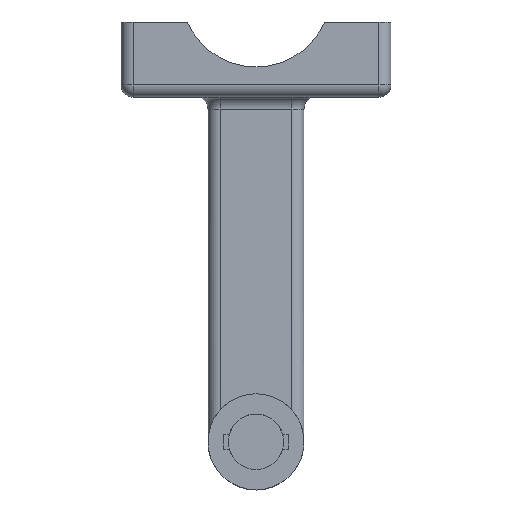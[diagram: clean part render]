
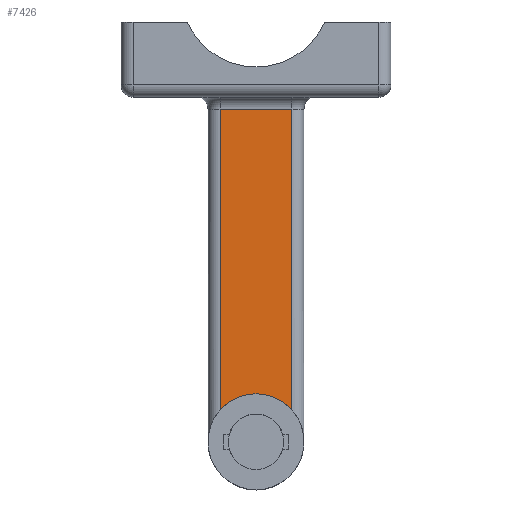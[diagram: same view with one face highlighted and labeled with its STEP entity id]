
A CAD part, top view. The second image highlights one B-rep face of the part: STEP entity #7426.
In plain terms, the highlighted planar face has unit normal (0, 0, 1).
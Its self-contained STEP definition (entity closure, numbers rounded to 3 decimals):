
#4215 = CYLINDRICAL_SURFACE('',#4216,4.);
#4216 = AXIS2_PLACEMENT_3D('',#4217,#4218,#4219);
#4217 = CARTESIAN_POINT('',(-12.,-12.5,26.));
#4218 = DIRECTION('',(0.,-1.,0.));
#4219 = DIRECTION('',(-1.,0.,0.));
#4750 = CYLINDRICAL_SURFACE('',#4751,4.);
#4751 = AXIS2_PLACEMENT_3D('',#4752,#4753,#4754);
#4752 = CARTESIAN_POINT('',(-12.,-16.5,34.));
#4753 = DIRECTION('',(1.,0.,0.));
#4754 = DIRECTION('',(0.,1.,0.));
#5272 = CYLINDRICAL_SURFACE('',#5273,4.);
#5273 = AXIS2_PLACEMENT_3D('',#5274,#5275,#5276);
#5274 = CARTESIAN_POINT('',(12.,-12.5,26.));
#5275 = DIRECTION('',(0.,-1.,0.));
#5276 = DIRECTION('',(0.,0.,1.));
#6230 = EDGE_CURVE('',#6231,#6233,#6235,.T.);
#6231 = VERTEX_POINT('',#6232);
#6232 = CARTESIAN_POINT('',(-12.,-16.5,30.));
#6233 = VERTEX_POINT('',#6234);
#6234 = CARTESIAN_POINT('',(-12.,-116.917,30.));
#6235 = SURFACE_CURVE('',#6236,(#6240,#6247),.PCURVE_S1.);
#6236 = LINE('',#6237,#6238);
#6237 = CARTESIAN_POINT('',(-12.,-12.5,30.));
#6238 = VECTOR('',#6239,1.);
#6239 = DIRECTION('',(0.,-1.,0.));
#6240 = PCURVE('',#4215,#6241);
#6241 = DEFINITIONAL_REPRESENTATION('',(#6242),#6246);
#6242 = LINE('',#6243,#6244);
#6243 = CARTESIAN_POINT('',(-1.571,0.));
#6244 = VECTOR('',#6245,1.);
#6245 = DIRECTION('',(-0.,1.));
#6246 = ( GEOMETRIC_REPRESENTATION_CONTEXT(2) 
PARAMETRIC_REPRESENTATION_CONTEXT() REPRESENTATION_CONTEXT('2D SPACE',''
  ) );
#6247 = PCURVE('',#6248,#6253);
#6248 = PLANE('',#6249);
#6249 = AXIS2_PLACEMENT_3D('',#6250,#6251,#6252);
#6250 = CARTESIAN_POINT('',(-16.,-12.5,30.));
#6251 = DIRECTION('',(0.,0.,1.));
#6252 = DIRECTION('',(1.,0.,0.));
#6253 = DEFINITIONAL_REPRESENTATION('',(#6254),#6258);
#6254 = LINE('',#6255,#6256);
#6255 = CARTESIAN_POINT('',(4.,0.));
#6256 = VECTOR('',#6257,1.);
#6257 = DIRECTION('',(0.,-1.));
#6258 = ( GEOMETRIC_REPRESENTATION_CONTEXT(2) 
PARAMETRIC_REPRESENTATION_CONTEXT() REPRESENTATION_CONTEXT('2D SPACE',''
  ) );
#6314 = CYLINDRICAL_SURFACE('',#6315,16.);
#6315 = AXIS2_PLACEMENT_3D('',#6316,#6317,#6318);
#6316 = CARTESIAN_POINT('',(0.,-127.5,30.));
#6317 = DIRECTION('',(0.,0.,-1.));
#6318 = DIRECTION('',(1.,0.,0.));
#6564 = EDGE_CURVE('',#6231,#6565,#6567,.T.);
#6565 = VERTEX_POINT('',#6566);
#6566 = CARTESIAN_POINT('',(12.,-16.5,30.));
#6567 = SURFACE_CURVE('',#6568,(#6572,#6579),.PCURVE_S1.);
#6568 = LINE('',#6569,#6570);
#6569 = CARTESIAN_POINT('',(-12.,-16.5,30.));
#6570 = VECTOR('',#6571,1.);
#6571 = DIRECTION('',(1.,0.,0.));
#6572 = PCURVE('',#4750,#6573);
#6573 = DEFINITIONAL_REPRESENTATION('',(#6574),#6578);
#6574 = LINE('',#6575,#6576);
#6575 = CARTESIAN_POINT('',(-1.571,0.));
#6576 = VECTOR('',#6577,1.);
#6577 = DIRECTION('',(-0.,1.));
#6578 = ( GEOMETRIC_REPRESENTATION_CONTEXT(2) 
PARAMETRIC_REPRESENTATION_CONTEXT() REPRESENTATION_CONTEXT('2D SPACE',''
  ) );
#6579 = PCURVE('',#6248,#6580);
#6580 = DEFINITIONAL_REPRESENTATION('',(#6581),#6585);
#6581 = LINE('',#6582,#6583);
#6582 = CARTESIAN_POINT('',(4.,-4.));
#6583 = VECTOR('',#6584,1.);
#6584 = DIRECTION('',(1.,0.));
#6585 = ( GEOMETRIC_REPRESENTATION_CONTEXT(2) 
PARAMETRIC_REPRESENTATION_CONTEXT() REPRESENTATION_CONTEXT('2D SPACE',''
  ) );
#7182 = VERTEX_POINT('',#7183);
#7183 = CARTESIAN_POINT('',(12.,-116.917,30.));
#7399 = EDGE_CURVE('',#6565,#7182,#7400,.T.);
#7400 = SURFACE_CURVE('',#7401,(#7405,#7412),.PCURVE_S1.);
#7401 = LINE('',#7402,#7403);
#7402 = CARTESIAN_POINT('',(12.,-12.5,30.));
#7403 = VECTOR('',#7404,1.);
#7404 = DIRECTION('',(0.,-1.,0.));
#7405 = PCURVE('',#5272,#7406);
#7406 = DEFINITIONAL_REPRESENTATION('',(#7407),#7411);
#7407 = LINE('',#7408,#7409);
#7408 = CARTESIAN_POINT('',(-0.,0.));
#7409 = VECTOR('',#7410,1.);
#7410 = DIRECTION('',(-0.,1.));
#7411 = ( GEOMETRIC_REPRESENTATION_CONTEXT(2) 
PARAMETRIC_REPRESENTATION_CONTEXT() REPRESENTATION_CONTEXT('2D SPACE',''
  ) );
#7412 = PCURVE('',#6248,#7413);
#7413 = DEFINITIONAL_REPRESENTATION('',(#7414),#7418);
#7414 = LINE('',#7415,#7416);
#7415 = CARTESIAN_POINT('',(28.,0.));
#7416 = VECTOR('',#7417,1.);
#7417 = DIRECTION('',(0.,-1.));
#7418 = ( GEOMETRIC_REPRESENTATION_CONTEXT(2) 
PARAMETRIC_REPRESENTATION_CONTEXT() REPRESENTATION_CONTEXT('2D SPACE',''
  ) );
#7426 = ADVANCED_FACE('',(#7427),#6248,.T.);
#7427 = FACE_BOUND('',#7428,.T.);
#7428 = EDGE_LOOP('',(#7429,#7430,#7452,#7453));
#7429 = ORIENTED_EDGE('',*,*,#6230,.T.);
#7430 = ORIENTED_EDGE('',*,*,#7431,.F.);
#7431 = EDGE_CURVE('',#7182,#6233,#7432,.T.);
#7432 = SURFACE_CURVE('',#7433,(#7438,#7445),.PCURVE_S1.);
#7433 = CIRCLE('',#7434,16.);
#7434 = AXIS2_PLACEMENT_3D('',#7435,#7436,#7437);
#7435 = CARTESIAN_POINT('',(0.,-127.5,30.));
#7436 = DIRECTION('',(0.,0.,1.));
#7437 = DIRECTION('',(1.,0.,0.));
#7438 = PCURVE('',#6248,#7439);
#7439 = DEFINITIONAL_REPRESENTATION('',(#7440),#7444);
#7440 = CIRCLE('',#7441,16.);
#7441 = AXIS2_PLACEMENT_2D('',#7442,#7443);
#7442 = CARTESIAN_POINT('',(16.,-115.));
#7443 = DIRECTION('',(1.,0.));
#7444 = ( GEOMETRIC_REPRESENTATION_CONTEXT(2) 
PARAMETRIC_REPRESENTATION_CONTEXT() REPRESENTATION_CONTEXT('2D SPACE',''
  ) );
#7445 = PCURVE('',#6314,#7446);
#7446 = DEFINITIONAL_REPRESENTATION('',(#7447),#7451);
#7447 = LINE('',#7448,#7449);
#7448 = CARTESIAN_POINT('',(-0.,0.));
#7449 = VECTOR('',#7450,1.);
#7450 = DIRECTION('',(-1.,0.));
#7451 = ( GEOMETRIC_REPRESENTATION_CONTEXT(2) 
PARAMETRIC_REPRESENTATION_CONTEXT() REPRESENTATION_CONTEXT('2D SPACE',''
  ) );
#7452 = ORIENTED_EDGE('',*,*,#7399,.F.);
#7453 = ORIENTED_EDGE('',*,*,#6564,.F.);
